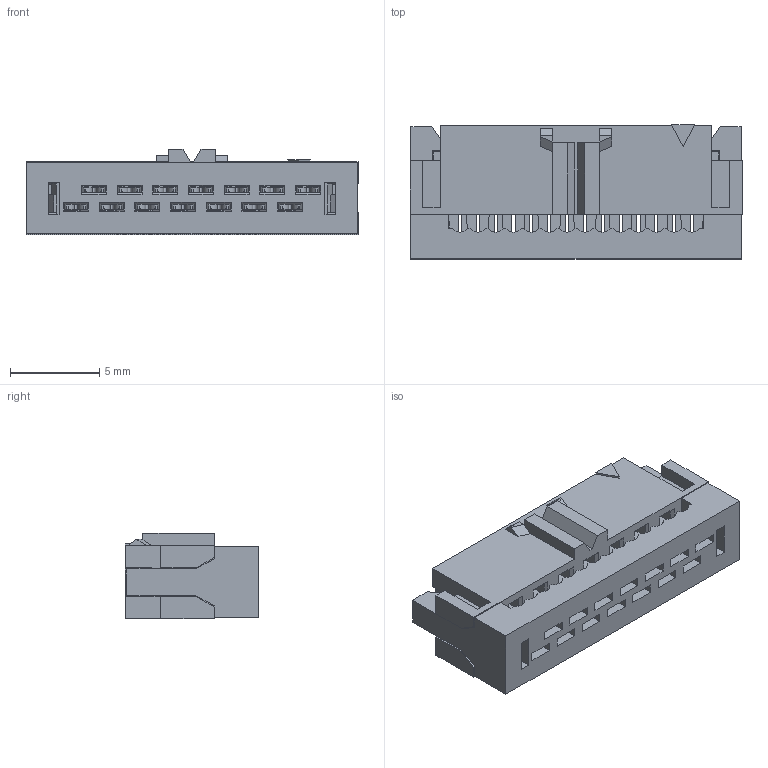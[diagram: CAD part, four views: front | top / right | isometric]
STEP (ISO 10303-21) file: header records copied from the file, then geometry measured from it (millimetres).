
FILE_DESCRIPTION( ('This file contains a STEP AP42 implementation' ,'as created by ZW3D STEP Interface translator.') ,'2;1' );
FILE_NAME( '5224-XXYPXXBW01.stp' ,'24 1 2.111845', (''), ('ZWCAD Software Co.'), 'Version 1.0', 'ZW3D to STEP translator', '' );
FILE_SCHEMA(('AUTOMOTIVE_DESIGN { 1 0 10303 214 1 1 1 1 }'));
Length unit declared in the file: millimetre
Products named in the file (2): 0; 5224-14YPXXBW01
Bounding box: 18.6 x 7.5 x 4.8 mm (x, y, z)
Surface area: 1231.5 mm2 (no closed solid volume)
Topology: 0 solids, 1 shells, 1441 faces, 3871 edges, 2436 vertices
Faces by surface type: plane 1140, cylinder 280, bspline 21
Entity records: 46072 total; most frequent: CARTESIAN_POINT 7978, ORIENTED_EDGE 7794, DIRECTION 7369, EDGE_CURVE 3869, VECTOR 3155, LINE 3155, VERTEX_POINT 2436, AXIS2_PLACEMENT_3D 2107
